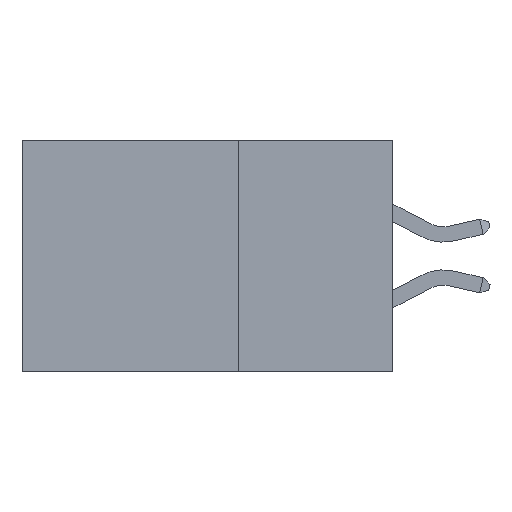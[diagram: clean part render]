
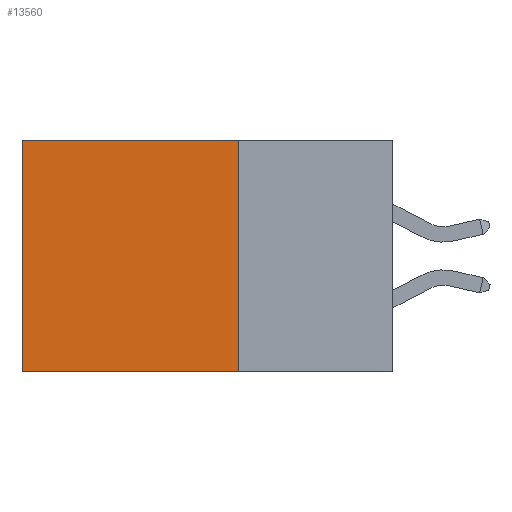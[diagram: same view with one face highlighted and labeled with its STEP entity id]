
A CAD part, left-side view. The second image highlights one B-rep face of the part: STEP entity #13560.
In plain terms, the highlighted planar face has unit normal (-1, 0, 0).
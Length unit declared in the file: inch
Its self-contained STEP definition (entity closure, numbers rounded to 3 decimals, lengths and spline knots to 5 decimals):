
#384 = DIRECTION ( 'NONE',  ( 0., 1., 0. ) ) ;
#1198 = ORIENTED_EDGE ( 'NONE', *, *, #19357, .F. ) ;
#1504 = LINE ( 'NONE', #18626, #8498 ) ;
#1869 = DIRECTION ( 'NONE',  ( 0., 0., -1. ) ) ;
#3006 = VERTEX_POINT ( 'NONE', #13425 ) ;
#3100 = LINE ( 'NONE', #5717, #16203 ) ;
#4133 = LINE ( 'NONE', #15563, #17200 ) ;
#4317 = EDGE_CURVE ( 'NONE', #10076, #3006, #15317, .T. ) ;
#4465 = FACE_OUTER_BOUND ( 'NONE', #6314, .T. ) ;
#5595 = EDGE_CURVE ( 'NONE', #19600, #10076, #1504, .T. ) ;
#5717 = CARTESIAN_POINT ( 'NONE',  ( 0.2875, 0.25, -0.375 ) ) ;
#6155 = DIRECTION ( 'NONE',  ( 0., 0., -1. ) ) ;
#6314 = EDGE_LOOP ( 'NONE', ( #8271, #1198, #12125, #14513 ) ) ;
#6542 = DIRECTION ( 'NONE',  ( 0., 1., 0. ) ) ;
#7608 = VERTEX_POINT ( 'NONE', #16507 ) ;
#8271 = ORIENTED_EDGE ( 'NONE', *, *, #4317, .T. ) ;
#8498 = VECTOR ( 'NONE', #6542, 39.37008 ) ;
#9700 = EDGE_CURVE ( 'NONE', #19600, #7608, #4133, .T. ) ;
#10038 = CARTESIAN_POINT ( 'NONE',  ( 0.2875, 0.25, 0. ) ) ;
#10076 = VERTEX_POINT ( 'NONE', #11123 ) ;
#10552 = DIRECTION ( 'NONE',  ( 0., 0., -1. ) ) ;
#11123 = CARTESIAN_POINT ( 'NONE',  ( 0.2875, 0.6, 0. ) ) ;
#12125 = ORIENTED_EDGE ( 'NONE', *, *, #9700, .F. ) ;
#12188 = PLANE ( 'NONE',  #14002 ) ;
#13425 = CARTESIAN_POINT ( 'NONE',  ( 0.2875, 0.6, -0.375 ) ) ;
#13560 = ADVANCED_FACE ( 'NONE', ( #4465 ), #12188, .F. ) ;
#14002 = AXIS2_PLACEMENT_3D ( 'NONE', #14048, #20652, #10552 ) ;
#14048 = CARTESIAN_POINT ( 'NONE',  ( 0.2875, 0.25, -0.375 ) ) ;
#14448 = VECTOR ( 'NONE', #6155, 39.37008 ) ;
#14513 = ORIENTED_EDGE ( 'NONE', *, *, #5595, .T. ) ;
#15317 = LINE ( 'NONE', #16376, #14448 ) ;
#15563 = CARTESIAN_POINT ( 'NONE',  ( 0.2875, 0.25, -0.375 ) ) ;
#16203 = VECTOR ( 'NONE', #384, 39.37008 ) ;
#16376 = CARTESIAN_POINT ( 'NONE',  ( 0.2875, 0.6, -0.375 ) ) ;
#16507 = CARTESIAN_POINT ( 'NONE',  ( 0.2875, 0.25, -0.375 ) ) ;
#17200 = VECTOR ( 'NONE', #1869, 39.37008 ) ;
#18626 = CARTESIAN_POINT ( 'NONE',  ( 0.2875, 0.25, 0. ) ) ;
#19357 = EDGE_CURVE ( 'NONE', #7608, #3006, #3100, .T. ) ;
#19600 = VERTEX_POINT ( 'NONE', #10038 ) ;
#20652 = DIRECTION ( 'NONE',  ( 1., 0., 0. ) ) ;
